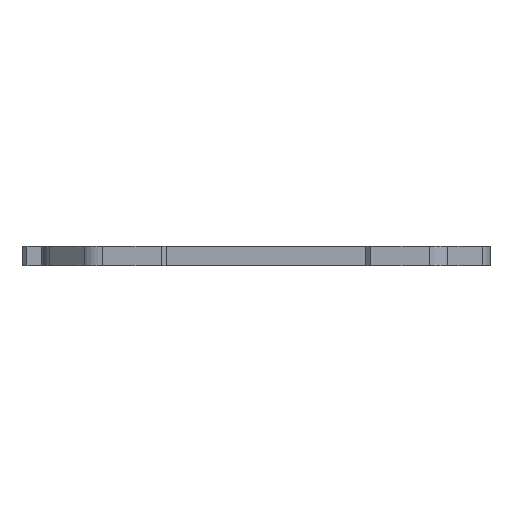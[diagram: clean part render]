
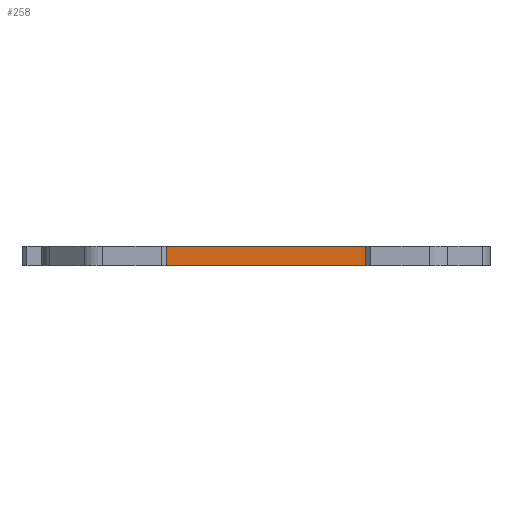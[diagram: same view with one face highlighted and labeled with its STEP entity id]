
A CAD part, left-side view. The second image highlights one B-rep face of the part: STEP entity #258.
In plain terms, the highlighted planar face has unit normal (-1, 0, 0).
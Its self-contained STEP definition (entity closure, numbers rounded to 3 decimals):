
#258=ADVANCED_FACE('',(#975),#977,.T.);
#975=FACE_BOUND('',#976,.T.);
#976=EDGE_LOOP('',(#3547,#3548,#3549,#3550));
#977=PLANE('',#978);
#978=AXIS2_PLACEMENT_3D('',#979,#980,#981);
#979=CARTESIAN_POINT('',(-84.,-25.,-2.));
#980=DIRECTION('',(-1.,0.,0.));
#981=DIRECTION('',(0.,-1.,0.));
#3547=ORIENTED_EDGE('',*,*,#5185,.F.);
#3548=ORIENTED_EDGE('',*,*,#4573,.T.);
#3549=ORIENTED_EDGE('',*,*,#5184,.T.);
#3550=ORIENTED_EDGE('',*,*,#4868,.T.);
#4573=EDGE_CURVE('',#5478,#5476,#5479,.T.);
#4868=EDGE_CURVE('',#6068,#6066,#6069,.F.);
#5184=EDGE_CURVE('',#5476,#6068,#6650,.T.);
#5185=EDGE_CURVE('',#5478,#6066,#6651,.T.);
#5476=VERTEX_POINT('',#7006);
#5478=VERTEX_POINT('',#7010);
#5479=LINE('',#7011,#7012);
#6066=VERTEX_POINT('',#8296);
#6068=VERTEX_POINT('',#8300);
#6069=LINE('',#8301,#8302);
#6650=LINE('',#9624,#9625);
#6651=LINE('',#9627,#9628);
#7006=CARTESIAN_POINT('',(-84.,-65.,-2.));
#7010=CARTESIAN_POINT('',(-84.,-25.,-2.));
#7011=CARTESIAN_POINT('',(-84.,-25.,-2.));
#7012=VECTOR('',#7013,1.);
#7013=DIRECTION('',(0.,-1.,0.));
#8296=CARTESIAN_POINT('',(-84.,-25.,2.));
#8300=CARTESIAN_POINT('',(-84.,-65.,2.));
#8301=CARTESIAN_POINT('',(-84.,-25.,2.));
#8302=VECTOR('',#8303,1.);
#8303=DIRECTION('',(0.,-1.,0.));
#9624=CARTESIAN_POINT('',(-84.,-65.,-2.));
#9625=VECTOR('',#9626,1.);
#9626=DIRECTION('',(0.,0.,1.));
#9627=CARTESIAN_POINT('',(-84.,-25.,-2.));
#9628=VECTOR('',#9629,1.);
#9629=DIRECTION('',(0.,0.,1.));
